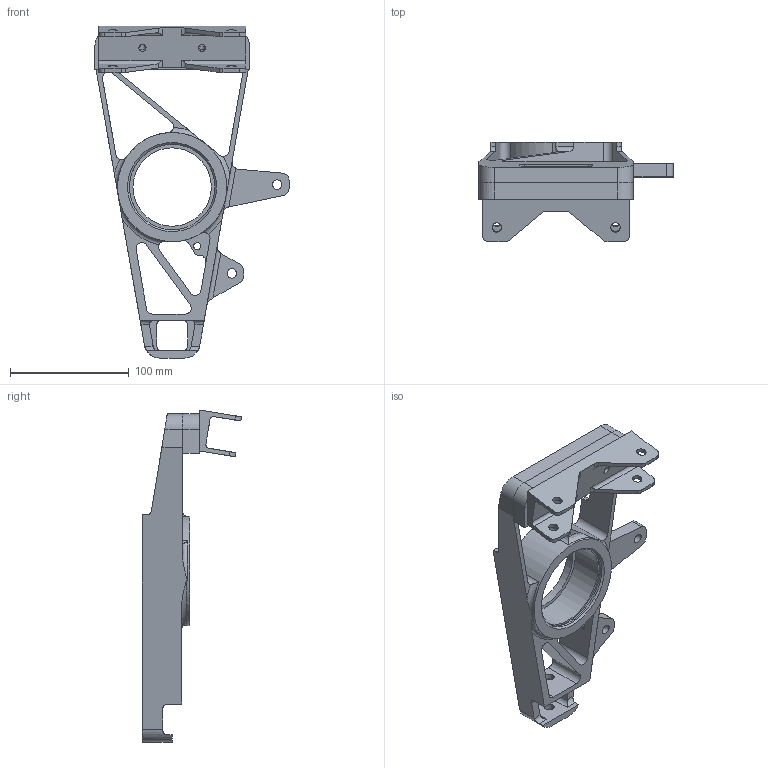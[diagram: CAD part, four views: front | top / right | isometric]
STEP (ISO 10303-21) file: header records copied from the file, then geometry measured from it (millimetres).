
FILE_DESCRIPTION(/* description */ (''),/* implementation_level */ '2;1');
FILE_NAME(/* name */ 'R-Upright2018.stp',/* time_stamp */ '2018-05-19T17:52:25+09:00',/* author */ ('ku_sk'),/* organization */ (''),/* preprocessor_version */ 'ST-DEVELOPER v17',/* originating_system */ 'Autodesk Inventor 2018',/* authorisation */ '');
FILE_SCHEMA (('AUTOMOTIVE_DESIGN { 1 0 10303 214 3 1 1 }'));
Length unit declared in the file: millimetre
Products named in the file (4): R-Upright2018; Rear Upright 4.16; R-Upright Bracket 2018; R-Sim13 2018
Assembly tree (3 placements, depth 2):
  R-Upright2018
    Rear Upright 4.16
    R-Upright Bracket 2018
    R-Sim13 2018
Bounding box: 163.44 x 83.58 x 279.65 mm (x, y, z)
Volume: 404142.7 mm3; surface area: 116982.8 mm2
Topology: 3 solids, 3 shells, 176 faces, 531 edges, 361 vertices
Faces by surface type: cylinder 89, plane 81, torus 5, cone 1
Full cylindrical faces by diameter (mm): 6 x7, 8 x8, 66 x1, 72 x2, 75 x1, 92 x1
Entity records: 6452 total; most frequent: CARTESIAN_POINT 1287, DIRECTION 1075, ORIENTED_EDGE 1062, EDGE_CURVE 531, AXIS2_PLACEMENT_3D 387, VERTEX_POINT 361, LINE 301, VECTOR 301
